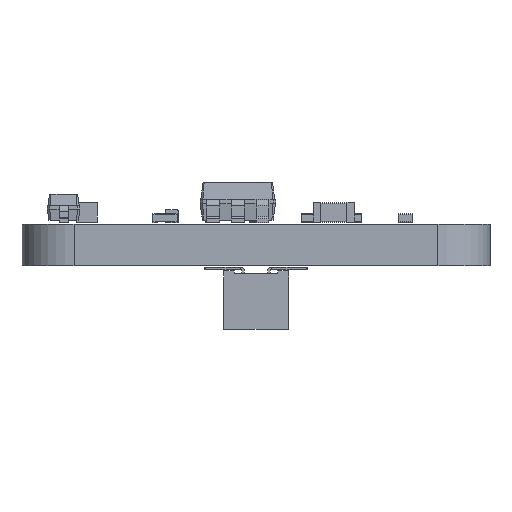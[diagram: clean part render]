
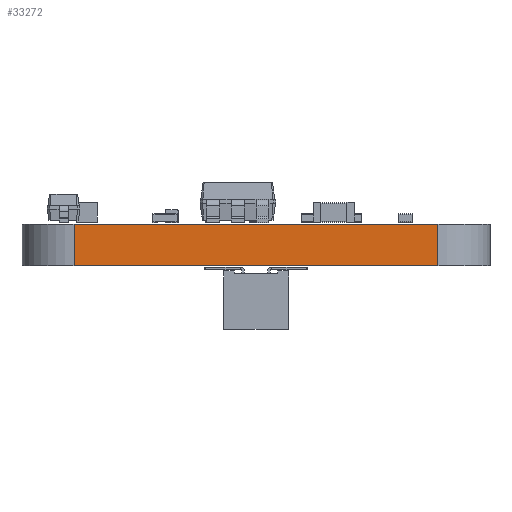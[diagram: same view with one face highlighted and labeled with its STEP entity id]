
A CAD part, left-side view. The second image highlights one B-rep face of the part: STEP entity #33272.
In plain terms, the highlighted planar face has unit normal (-1, 0, 0).
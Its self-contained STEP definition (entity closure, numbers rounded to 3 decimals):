
#32539 = PLANE('',#32540);
#32540 = AXIS2_PLACEMENT_3D('',#32541,#32542,#32543);
#32541 = CARTESIAN_POINT('',(127.5,-109.,1.6));
#32542 = DIRECTION('',(0.,0.,1.));
#32543 = DIRECTION('',(1.,0.,-0.));
#32567 = CYLINDRICAL_SURFACE('',#32568,2.);
#32568 = AXIS2_PLACEMENT_3D('',#32569,#32570,#32571);
#32569 = CARTESIAN_POINT('',(107.,-102.,0.));
#32570 = DIRECTION('',(-0.,-0.,-1.));
#32571 = DIRECTION('',(1.,0.,-0.));
#32593 = PLANE('',#32594);
#32594 = AXIS2_PLACEMENT_3D('',#32595,#32596,#32597);
#32595 = CARTESIAN_POINT('',(127.5,-109.,0.));
#32596 = DIRECTION('',(0.,0.,1.));
#32597 = DIRECTION('',(1.,0.,-0.));
#32688 = VERTEX_POINT('',#32689);
#32689 = CARTESIAN_POINT('',(105.,-102.,1.6));
#32711 = EDGE_CURVE('',#32712,#32688,#32714,.T.);
#32712 = VERTEX_POINT('',#32713);
#32713 = CARTESIAN_POINT('',(105.,-102.,0.));
#32714 = SURFACE_CURVE('',#32715,(#32719,#32726),.PCURVE_S1.);
#32715 = LINE('',#32716,#32717);
#32716 = CARTESIAN_POINT('',(105.,-102.,0.));
#32717 = VECTOR('',#32718,1.);
#32718 = DIRECTION('',(0.,0.,1.));
#32719 = PCURVE('',#32567,#32720);
#32720 = DEFINITIONAL_REPRESENTATION('',(#32721),#32725);
#32721 = LINE('',#32722,#32723);
#32722 = CARTESIAN_POINT('',(-3.142,0.));
#32723 = VECTOR('',#32724,1.);
#32724 = DIRECTION('',(-0.,-1.));
#32725 = ( GEOMETRIC_REPRESENTATION_CONTEXT(2) 
PARAMETRIC_REPRESENTATION_CONTEXT() REPRESENTATION_CONTEXT('2D SPACE',''
  ) );
#32726 = PCURVE('',#32727,#32732);
#32727 = PLANE('',#32728);
#32728 = AXIS2_PLACEMENT_3D('',#32729,#32730,#32731);
#32729 = CARTESIAN_POINT('',(105.,-102.,0.));
#32730 = DIRECTION('',(1.,0.,-0.));
#32731 = DIRECTION('',(0.,-1.,0.));
#32732 = DEFINITIONAL_REPRESENTATION('',(#32733),#32737);
#32733 = LINE('',#32734,#32735);
#32734 = CARTESIAN_POINT('',(0.,0.));
#32735 = VECTOR('',#32736,1.);
#32736 = DIRECTION('',(0.,-1.));
#32737 = ( GEOMETRIC_REPRESENTATION_CONTEXT(2) 
PARAMETRIC_REPRESENTATION_CONTEXT() REPRESENTATION_CONTEXT('2D SPACE',''
  ) );
#32766 = EDGE_CURVE('',#32712,#32767,#32769,.T.);
#32767 = VERTEX_POINT('',#32768);
#32768 = CARTESIAN_POINT('',(105.,-116.,0.));
#32769 = SURFACE_CURVE('',#32770,(#32774,#32781),.PCURVE_S1.);
#32770 = LINE('',#32771,#32772);
#32771 = CARTESIAN_POINT('',(105.,-102.,0.));
#32772 = VECTOR('',#32773,1.);
#32773 = DIRECTION('',(0.,-1.,0.));
#32774 = PCURVE('',#32593,#32775);
#32775 = DEFINITIONAL_REPRESENTATION('',(#32776),#32780);
#32776 = LINE('',#32777,#32778);
#32777 = CARTESIAN_POINT('',(-22.5,7.));
#32778 = VECTOR('',#32779,1.);
#32779 = DIRECTION('',(0.,-1.));
#32780 = ( GEOMETRIC_REPRESENTATION_CONTEXT(2) 
PARAMETRIC_REPRESENTATION_CONTEXT() REPRESENTATION_CONTEXT('2D SPACE',''
  ) );
#32781 = PCURVE('',#32727,#32782);
#32782 = DEFINITIONAL_REPRESENTATION('',(#32783),#32787);
#32783 = LINE('',#32784,#32785);
#32784 = CARTESIAN_POINT('',(0.,0.));
#32785 = VECTOR('',#32786,1.);
#32786 = DIRECTION('',(1.,0.));
#32787 = ( GEOMETRIC_REPRESENTATION_CONTEXT(2) 
PARAMETRIC_REPRESENTATION_CONTEXT() REPRESENTATION_CONTEXT('2D SPACE',''
  ) );
#32806 = CYLINDRICAL_SURFACE('',#32807,2.);
#32807 = AXIS2_PLACEMENT_3D('',#32808,#32809,#32810);
#32808 = CARTESIAN_POINT('',(107.,-116.,0.));
#32809 = DIRECTION('',(-0.,-0.,-1.));
#32810 = DIRECTION('',(1.,0.,-0.));
#33026 = EDGE_CURVE('',#32688,#33027,#33029,.T.);
#33027 = VERTEX_POINT('',#33028);
#33028 = CARTESIAN_POINT('',(105.,-116.,1.6));
#33029 = SURFACE_CURVE('',#33030,(#33034,#33041),.PCURVE_S1.);
#33030 = LINE('',#33031,#33032);
#33031 = CARTESIAN_POINT('',(105.,-102.,1.6));
#33032 = VECTOR('',#33033,1.);
#33033 = DIRECTION('',(0.,-1.,0.));
#33034 = PCURVE('',#32539,#33035);
#33035 = DEFINITIONAL_REPRESENTATION('',(#33036),#33040);
#33036 = LINE('',#33037,#33038);
#33037 = CARTESIAN_POINT('',(-22.5,7.));
#33038 = VECTOR('',#33039,1.);
#33039 = DIRECTION('',(0.,-1.));
#33040 = ( GEOMETRIC_REPRESENTATION_CONTEXT(2) 
PARAMETRIC_REPRESENTATION_CONTEXT() REPRESENTATION_CONTEXT('2D SPACE',''
  ) );
#33041 = PCURVE('',#32727,#33042);
#33042 = DEFINITIONAL_REPRESENTATION('',(#33043),#33047);
#33043 = LINE('',#33044,#33045);
#33044 = CARTESIAN_POINT('',(0.,-1.6));
#33045 = VECTOR('',#33046,1.);
#33046 = DIRECTION('',(1.,0.));
#33047 = ( GEOMETRIC_REPRESENTATION_CONTEXT(2) 
PARAMETRIC_REPRESENTATION_CONTEXT() REPRESENTATION_CONTEXT('2D SPACE',''
  ) );
#33272 = ADVANCED_FACE('',(#33273),#32727,.F.);
#33273 = FACE_BOUND('',#33274,.F.);
#33274 = EDGE_LOOP('',(#33275,#33276,#33277,#33298));
#33275 = ORIENTED_EDGE('',*,*,#32711,.T.);
#33276 = ORIENTED_EDGE('',*,*,#33026,.T.);
#33277 = ORIENTED_EDGE('',*,*,#33278,.F.);
#33278 = EDGE_CURVE('',#32767,#33027,#33279,.T.);
#33279 = SURFACE_CURVE('',#33280,(#33284,#33291),.PCURVE_S1.);
#33280 = LINE('',#33281,#33282);
#33281 = CARTESIAN_POINT('',(105.,-116.,0.));
#33282 = VECTOR('',#33283,1.);
#33283 = DIRECTION('',(0.,0.,1.));
#33284 = PCURVE('',#32727,#33285);
#33285 = DEFINITIONAL_REPRESENTATION('',(#33286),#33290);
#33286 = LINE('',#33287,#33288);
#33287 = CARTESIAN_POINT('',(14.,0.));
#33288 = VECTOR('',#33289,1.);
#33289 = DIRECTION('',(0.,-1.));
#33290 = ( GEOMETRIC_REPRESENTATION_CONTEXT(2) 
PARAMETRIC_REPRESENTATION_CONTEXT() REPRESENTATION_CONTEXT('2D SPACE',''
  ) );
#33291 = PCURVE('',#32806,#33292);
#33292 = DEFINITIONAL_REPRESENTATION('',(#33293),#33297);
#33293 = LINE('',#33294,#33295);
#33294 = CARTESIAN_POINT('',(-3.142,0.));
#33295 = VECTOR('',#33296,1.);
#33296 = DIRECTION('',(-0.,-1.));
#33297 = ( GEOMETRIC_REPRESENTATION_CONTEXT(2) 
PARAMETRIC_REPRESENTATION_CONTEXT() REPRESENTATION_CONTEXT('2D SPACE',''
  ) );
#33298 = ORIENTED_EDGE('',*,*,#32766,.F.);
